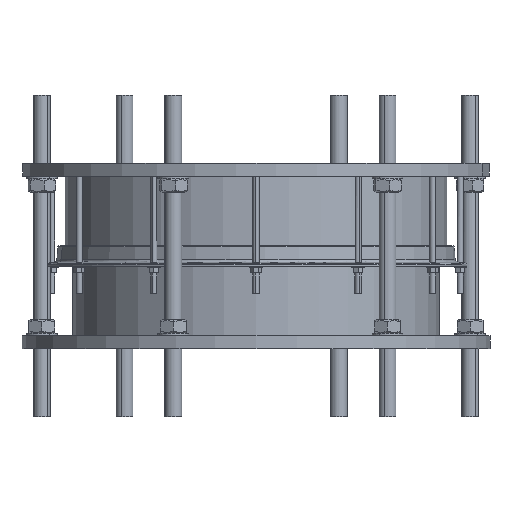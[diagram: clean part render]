
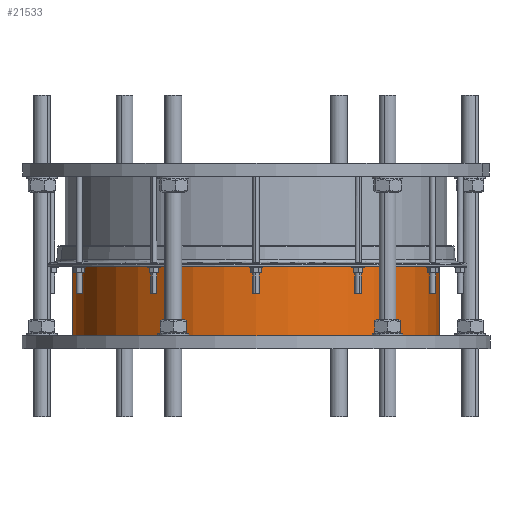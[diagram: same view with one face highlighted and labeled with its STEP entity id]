
A CAD part, front view. The second image highlights one B-rep face of the part: STEP entity #21533.
In plain terms, the highlighted cylindrical face has radius 356 mm (diameter 712 mm), a partial arc.
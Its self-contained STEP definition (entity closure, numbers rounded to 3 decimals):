
#724 = ORIENTED_EDGE ( 'NONE', *, *, #5826, .T. ) ;
#1380 = EDGE_CURVE ( 'NONE', #2108, #1849, #11383, .T. ) ;
#1849 = VERTEX_POINT ( 'NONE', #10355 ) ;
#1937 = VERTEX_POINT ( 'NONE', #10365 ) ;
#2108 = VERTEX_POINT ( 'NONE', #6031 ) ;
#2427 = VERTEX_POINT ( 'NONE', #6104 ) ;
#3973 = AXIS2_PLACEMENT_3D ( 'NONE', #18584, #18585, #18586 ) ;
#5152 = CARTESIAN_POINT ( 'NONE',  ( 0., 0., 160. ) ) ;
#5153 = DIRECTION ( 'NONE',  ( 0., 0., 1. ) ) ;
#5154 = DIRECTION ( 'NONE',  ( 1., 0., 0. ) ) ;
#5826 = EDGE_CURVE ( 'NONE', #2427, #1937, #16039, .T. ) ;
#6031 = CARTESIAN_POINT ( 'NONE',  ( -356., 0., 160. ) ) ;
#6104 = CARTESIAN_POINT ( 'NONE',  ( -356., 0., 25. ) ) ;
#6310 = EDGE_CURVE ( 'NONE', #1849, #1937, #16395, .T. ) ;
#6327 = EDGE_CURVE ( 'NONE', #2108, #2427, #16411, .T. ) ;
#6695 = AXIS2_PLACEMENT_3D ( 'NONE', #5152, #5153, #5154 ) ;
#7789 = FACE_OUTER_BOUND ( 'NONE', #10539, .T. ) ;
#7800 = CYLINDRICAL_SURFACE ( 'NONE', #9440, 356. ) ;
#9440 = AXIS2_PLACEMENT_3D ( 'NONE', #9633, #9632, #9629 ) ;
#9629 = DIRECTION ( 'NONE',  ( -1., 0., 0. ) ) ;
#9632 = DIRECTION ( 'NONE',  ( 0., 0., -1. ) ) ;
#9633 = CARTESIAN_POINT ( 'NONE',  ( 0., 0., 275. ) ) ;
#10355 = CARTESIAN_POINT ( 'NONE',  ( 356., 0., 160. ) ) ;
#10365 = CARTESIAN_POINT ( 'NONE',  ( 356., 0., 25. ) ) ;
#10539 = EDGE_LOOP ( 'NONE', ( #15354, #15327, #15257, #724 ) ) ;
#11383 = CIRCLE ( 'NONE', #6695, 356. ) ;
#15257 = ORIENTED_EDGE ( 'NONE', *, *, #6327, .T. ) ;
#15327 = ORIENTED_EDGE ( 'NONE', *, *, #1380, .F. ) ;
#15354 = ORIENTED_EDGE ( 'NONE', *, *, #6310, .F. ) ;
#16039 = CIRCLE ( 'NONE', #3973, 356. ) ;
#16395 = LINE ( 'NONE', #20304, #16400 ) ;
#16400 = VECTOR ( 'NONE', #20314, 1000. ) ;
#16411 = LINE ( 'NONE', #20417, #16418 ) ;
#16418 = VECTOR ( 'NONE', #20434, 1000. ) ;
#18584 = CARTESIAN_POINT ( 'NONE',  ( 0., 0., 25. ) ) ;
#18585 = DIRECTION ( 'NONE',  ( 0., 0., 1. ) ) ;
#18586 = DIRECTION ( 'NONE',  ( 1., 0., 0. ) ) ;
#20304 = CARTESIAN_POINT ( 'NONE',  ( 356., 0., 275. ) ) ;
#20314 = DIRECTION ( 'NONE',  ( 0., 0., -1. ) ) ;
#20417 = CARTESIAN_POINT ( 'NONE',  ( -356., 0., 275. ) ) ;
#20434 = DIRECTION ( 'NONE',  ( 0., 0., -1. ) ) ;
#21533 = ADVANCED_FACE ( 'NONE', ( #7789 ), #7800, .T. ) ;
